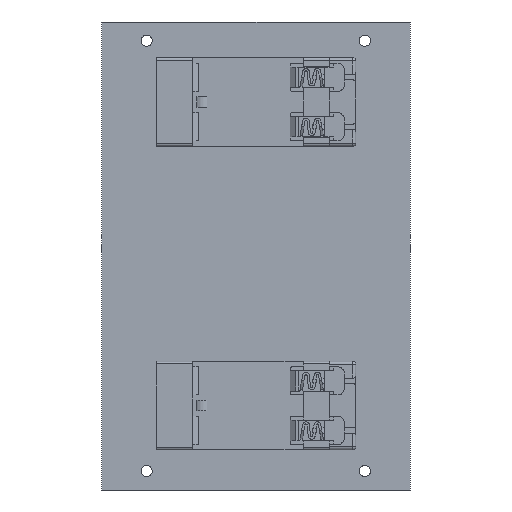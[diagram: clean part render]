
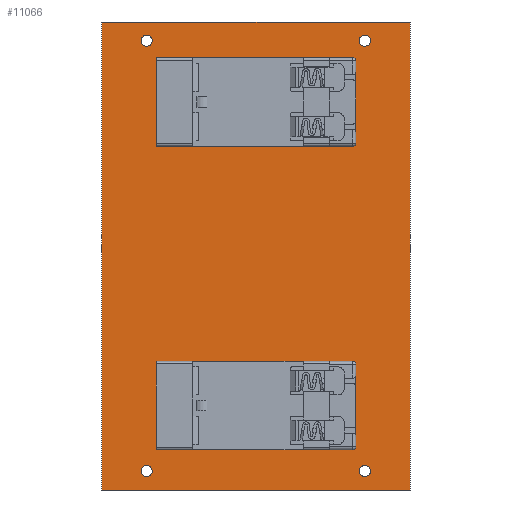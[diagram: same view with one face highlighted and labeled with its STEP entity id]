
A CAD part, left-side view. The second image highlights one B-rep face of the part: STEP entity #11066.
In plain terms, the highlighted planar face has unit normal (-1, 0, 0).
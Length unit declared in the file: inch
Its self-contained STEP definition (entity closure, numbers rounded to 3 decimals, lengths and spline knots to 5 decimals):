
#1=DIRECTION('',(0.,-1.,0.));
#2=VECTOR('',#1,4.12);
#3=CARTESIAN_POINT('',(0.,2.06,3.125));
#4=LINE('',#3,#2);
#5=DIRECTION('',(0.,0.,-1.));
#6=VECTOR('',#5,6.25);
#7=CARTESIAN_POINT('',(0.,-2.06,3.125));
#8=LINE('',#7,#6);
#9=DIRECTION('',(0.,1.,0.));
#10=VECTOR('',#9,4.12);
#11=CARTESIAN_POINT('',(0.,-2.06,-3.125));
#12=LINE('',#11,#10);
#13=DIRECTION('',(0.,0.,1.));
#14=VECTOR('',#13,6.25);
#15=CARTESIAN_POINT('',(0.,2.06,-3.125));
#16=LINE('',#15,#14);
#17=CARTESIAN_POINT('',(0.,1.46,2.875));
#18=DIRECTION('',(-1.,0.,0.));
#19=DIRECTION('',(0.,0.,-1.));
#20=AXIS2_PLACEMENT_3D('',#17,#18,#19);
#22=CARTESIAN_POINT('',(0.,1.46,2.875));
#23=DIRECTION('',(-1.,0.,0.));
#24=DIRECTION('',(0.,0.,1.));
#25=AXIS2_PLACEMENT_3D('',#22,#23,#24);
#27=CARTESIAN_POINT('',(0.,-1.453,2.875));
#28=DIRECTION('',(-1.,0.,0.));
#29=DIRECTION('',(0.,0.,-1.));
#30=AXIS2_PLACEMENT_3D('',#27,#28,#29);
#32=CARTESIAN_POINT('',(0.,-1.453,2.875));
#33=DIRECTION('',(-1.,0.,0.));
#34=DIRECTION('',(0.,0.,1.));
#35=AXIS2_PLACEMENT_3D('',#32,#33,#34);
#37=CARTESIAN_POINT('',(0.,1.46,-2.873));
#38=DIRECTION('',(-1.,0.,0.));
#39=DIRECTION('',(0.,0.,-1.));
#40=AXIS2_PLACEMENT_3D('',#37,#38,#39);
#42=CARTESIAN_POINT('',(0.,1.46,-2.873));
#43=DIRECTION('',(-1.,0.,0.));
#44=DIRECTION('',(0.,0.,1.));
#45=AXIS2_PLACEMENT_3D('',#42,#43,#44);
#47=CARTESIAN_POINT('',(0.,-1.453,-2.873));
#48=DIRECTION('',(-1.,0.,0.));
#49=DIRECTION('',(0.,0.,-1.));
#50=AXIS2_PLACEMENT_3D('',#47,#48,#49);
#52=CARTESIAN_POINT('',(0.,-1.453,-2.873));
#53=DIRECTION('',(-1.,0.,0.));
#54=DIRECTION('',(0.,0.,1.));
#55=AXIS2_PLACEMENT_3D('',#52,#53,#54);
#57=DIRECTION('',(0.,0.,1.));
#58=VECTOR('',#57,1.1811);
#59=CARTESIAN_POINT('',(0.,1.33248,1.46563));
#60=LINE('',#59,#58);
#61=DIRECTION('',(0.,1.,0.));
#62=VECTOR('',#61,2.62559);
#63=CARTESIAN_POINT('',(0.,-1.29311,1.46563));
#64=LINE('',#63,#62);
#65=CARTESIAN_POINT('',(0.,-1.29311,1.505));
#66=DIRECTION('',(-1.,0.,0.));
#67=DIRECTION('',(0.,0.,-1.));
#68=AXIS2_PLACEMENT_3D('',#65,#66,#67);
#70=DIRECTION('',(0.,0.,-1.));
#71=VECTOR('',#70,1.10236);
#72=CARTESIAN_POINT('',(0.,-1.33248,2.60736));
#73=LINE('',#72,#71);
#74=CARTESIAN_POINT('',(0.,-1.29311,2.60736));
#75=DIRECTION('',(-1.,0.,0.));
#76=DIRECTION('',(0.,-1.,0.));
#77=AXIS2_PLACEMENT_3D('',#74,#75,#76);
#79=DIRECTION('',(0.,-1.,0.));
#80=VECTOR('',#79,2.62559);
#81=CARTESIAN_POINT('',(0.,1.33248,2.64673));
#82=LINE('',#81,#80);
#83=DIRECTION('',(0.,0.,1.));
#84=VECTOR('',#83,1.1811);
#85=CARTESIAN_POINT('',(0.,1.33248,-2.58937));
#86=LINE('',#85,#84);
#87=DIRECTION('',(0.,1.,0.));
#88=VECTOR('',#87,2.62559);
#89=CARTESIAN_POINT('',(0.,-1.29311,-2.58937));
#90=LINE('',#89,#88);
#91=CARTESIAN_POINT('',(0.,-1.29311,-2.55));
#92=DIRECTION('',(-1.,0.,0.));
#93=DIRECTION('',(0.,0.,-1.));
#94=AXIS2_PLACEMENT_3D('',#91,#92,#93);
#96=DIRECTION('',(0.,0.,-1.));
#97=VECTOR('',#96,1.10236);
#98=CARTESIAN_POINT('',(0.,-1.33248,-1.44764));
#99=LINE('',#98,#97);
#100=CARTESIAN_POINT('',(0.,-1.29311,-1.44764));
#101=DIRECTION('',(-1.,0.,0.));
#102=DIRECTION('',(0.,-1.,0.));
#103=AXIS2_PLACEMENT_3D('',#100,#101,#102);
#105=DIRECTION('',(0.,-1.,0.));
#106=VECTOR('',#105,2.62559);
#107=CARTESIAN_POINT('',(0.,1.33248,-1.40827));
#108=LINE('',#107,#106);
#8601=CARTESIAN_POINT('',(0.,2.06,3.125));
#8602=CARTESIAN_POINT('',(0.,-2.06,3.125));
#8603=VERTEX_POINT('',#8601);
#8604=VERTEX_POINT('',#8602);
#8605=CARTESIAN_POINT('',(0.,-2.06,-3.125));
#8606=VERTEX_POINT('',#8605);
#8607=CARTESIAN_POINT('',(0.,2.06,-3.125));
#8608=VERTEX_POINT('',#8607);
#8617=CARTESIAN_POINT('',(0.,1.46,2.80025));
#8618=CARTESIAN_POINT('',(0.,1.46,2.94975));
#8619=VERTEX_POINT('',#8617);
#8620=VERTEX_POINT('',#8618);
#8625=CARTESIAN_POINT('',(0.,-1.453,2.80025));
#8626=CARTESIAN_POINT('',(0.,-1.453,2.94975));
#8627=VERTEX_POINT('',#8625);
#8628=VERTEX_POINT('',#8626);
#8633=CARTESIAN_POINT('',(0.,1.46,-2.94775));
#8634=CARTESIAN_POINT('',(0.,1.46,-2.79825));
#8635=VERTEX_POINT('',#8633);
#8636=VERTEX_POINT('',#8634);
#8641=CARTESIAN_POINT('',(0.,-1.453,-2.94775));
#8642=CARTESIAN_POINT('',(0.,-1.453,-2.79825));
#8643=VERTEX_POINT('',#8641);
#8644=VERTEX_POINT('',#8642);
#9235=CARTESIAN_POINT('',(0.,1.33248,1.46563));
#9236=CARTESIAN_POINT('',(0.,1.33248,2.64673));
#9237=VERTEX_POINT('',#9235);
#9238=VERTEX_POINT('',#9236);
#9239=CARTESIAN_POINT('',(0.,-1.29311,2.64673));
#9240=VERTEX_POINT('',#9239);
#9241=CARTESIAN_POINT('',(0.,-1.33248,2.60736));
#9242=CARTESIAN_POINT('',(0.,-1.33248,1.505));
#9243=VERTEX_POINT('',#9241);
#9244=VERTEX_POINT('',#9242);
#9245=CARTESIAN_POINT('',(0.,-1.29311,1.46563));
#9246=VERTEX_POINT('',#9245);
#9834=CARTESIAN_POINT('',(0.,1.33248,-2.58937));
#9835=CARTESIAN_POINT('',(0.,1.33248,-1.40827));
#9836=VERTEX_POINT('',#9834);
#9837=VERTEX_POINT('',#9835);
#9838=CARTESIAN_POINT('',(0.,-1.29311,-1.40827));
#9839=VERTEX_POINT('',#9838);
#9840=CARTESIAN_POINT('',(0.,-1.33248,-1.44764));
#9841=CARTESIAN_POINT('',(0.,-1.33248,-2.55));
#9842=VERTEX_POINT('',#9840);
#9843=VERTEX_POINT('',#9841);
#9844=CARTESIAN_POINT('',(0.,-1.29311,-2.58937));
#9845=VERTEX_POINT('',#9844);
#10999=CARTESIAN_POINT('',(0.,0.,0.));
#11000=DIRECTION('',(1.,0.,0.));
#11001=DIRECTION('',(0.,0.,-1.));
#11002=AXIS2_PLACEMENT_3D('',#10999,#11000,#11001);
#11003=PLANE('',#11002);
#11005=ORIENTED_EDGE('',*,*,#11004,.T.);
#11007=ORIENTED_EDGE('',*,*,#11006,.T.);
#11009=ORIENTED_EDGE('',*,*,#11008,.T.);
#11011=ORIENTED_EDGE('',*,*,#11010,.T.);
#11012=EDGE_LOOP('',(#11005,#11007,#11009,#11011));
#11013=FACE_OUTER_BOUND('',#11012,.F.);
#11015=ORIENTED_EDGE('',*,*,#11014,.T.);
#11017=ORIENTED_EDGE('',*,*,#11016,.T.);
#11018=EDGE_LOOP('',(#11015,#11017));
#11019=FACE_BOUND('',#11018,.F.);
#11021=ORIENTED_EDGE('',*,*,#11020,.T.);
#11023=ORIENTED_EDGE('',*,*,#11022,.T.);
#11024=EDGE_LOOP('',(#11021,#11023));
#11025=FACE_BOUND('',#11024,.F.);
#11027=ORIENTED_EDGE('',*,*,#11026,.T.);
#11029=ORIENTED_EDGE('',*,*,#11028,.T.);
#11030=EDGE_LOOP('',(#11027,#11029));
#11031=FACE_BOUND('',#11030,.F.);
#11033=ORIENTED_EDGE('',*,*,#11032,.T.);
#11035=ORIENTED_EDGE('',*,*,#11034,.T.);
#11036=EDGE_LOOP('',(#11033,#11035));
#11037=FACE_BOUND('',#11036,.F.);
#11039=ORIENTED_EDGE('',*,*,#11038,.F.);
#11041=ORIENTED_EDGE('',*,*,#11040,.F.);
#11043=ORIENTED_EDGE('',*,*,#11042,.T.);
#11045=ORIENTED_EDGE('',*,*,#11044,.F.);
#11047=ORIENTED_EDGE('',*,*,#11046,.T.);
#11049=ORIENTED_EDGE('',*,*,#11048,.F.);
#11050=EDGE_LOOP('',(#11039,#11041,#11043,#11045,#11047,#11049));
#11051=FACE_BOUND('',#11050,.F.);
#11053=ORIENTED_EDGE('',*,*,#11052,.F.);
#11055=ORIENTED_EDGE('',*,*,#11054,.F.);
#11057=ORIENTED_EDGE('',*,*,#11056,.T.);
#11059=ORIENTED_EDGE('',*,*,#11058,.F.);
#11061=ORIENTED_EDGE('',*,*,#11060,.T.);
#11063=ORIENTED_EDGE('',*,*,#11062,.F.);
#11064=EDGE_LOOP('',(#11053,#11055,#11057,#11059,#11061,#11063));
#11065=FACE_BOUND('',#11064,.F.);
#11066=ADVANCED_FACE('',(#11013,#11019,#11025,#11031,#11037,#11051,#11065),
#11003,.F.);
#21=CIRCLE('',#20,0.07475);
#26=CIRCLE('',#25,0.07475);
#31=CIRCLE('',#30,0.07475);
#36=CIRCLE('',#35,0.07475);
#41=CIRCLE('',#40,0.07475);
#46=CIRCLE('',#45,0.07475);
#51=CIRCLE('',#50,0.07475);
#56=CIRCLE('',#55,0.07475);
#69=CIRCLE('',#68,0.03937);
#78=CIRCLE('',#77,0.03937);
#95=CIRCLE('',#94,0.03937);
#104=CIRCLE('',#103,0.03937);
#11004=EDGE_CURVE('',#8603,#8604,#4,.T.);
#11006=EDGE_CURVE('',#8604,#8606,#8,.T.);
#11008=EDGE_CURVE('',#8606,#8608,#12,.T.);
#11010=EDGE_CURVE('',#8608,#8603,#16,.T.);
#11014=EDGE_CURVE('',#8619,#8620,#21,.T.);
#11016=EDGE_CURVE('',#8620,#8619,#26,.T.);
#11020=EDGE_CURVE('',#8627,#8628,#31,.T.);
#11022=EDGE_CURVE('',#8628,#8627,#36,.T.);
#11026=EDGE_CURVE('',#8635,#8636,#41,.T.);
#11028=EDGE_CURVE('',#8636,#8635,#46,.T.);
#11032=EDGE_CURVE('',#8643,#8644,#51,.T.);
#11034=EDGE_CURVE('',#8644,#8643,#56,.T.);
#11038=EDGE_CURVE('',#9237,#9238,#60,.T.);
#11040=EDGE_CURVE('',#9246,#9237,#64,.T.);
#11042=EDGE_CURVE('',#9246,#9244,#69,.T.);
#11044=EDGE_CURVE('',#9243,#9244,#73,.T.);
#11046=EDGE_CURVE('',#9243,#9240,#78,.T.);
#11048=EDGE_CURVE('',#9238,#9240,#82,.T.);
#11052=EDGE_CURVE('',#9836,#9837,#86,.T.);
#11054=EDGE_CURVE('',#9845,#9836,#90,.T.);
#11056=EDGE_CURVE('',#9845,#9843,#95,.T.);
#11058=EDGE_CURVE('',#9842,#9843,#99,.T.);
#11060=EDGE_CURVE('',#9842,#9839,#104,.T.);
#11062=EDGE_CURVE('',#9837,#9839,#108,.T.);
